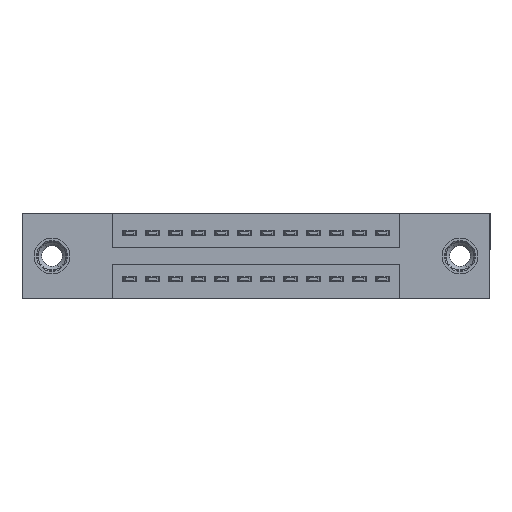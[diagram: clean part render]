
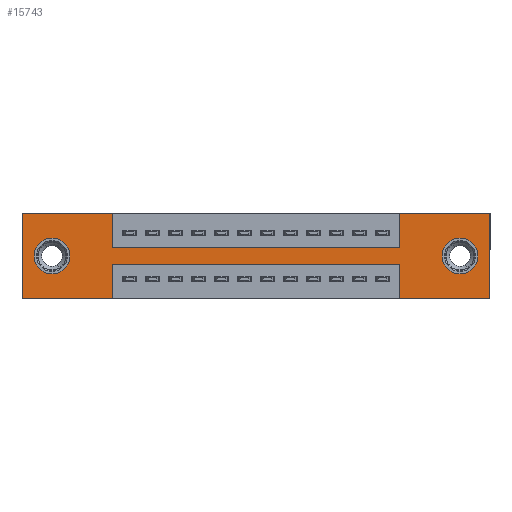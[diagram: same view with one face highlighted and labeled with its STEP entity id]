
A CAD part, front view. The second image highlights one B-rep face of the part: STEP entity #15743.
In plain terms, the highlighted planar face has unit normal (0, -1, 0).
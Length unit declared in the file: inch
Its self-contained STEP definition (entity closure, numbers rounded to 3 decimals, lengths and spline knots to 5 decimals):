
#176 = CARTESIAN_POINT ( 'NONE',  ( 1.6425, 0., -0.37 ) ) ;
#390 = CARTESIAN_POINT ( 'NONE',  ( 1.905, 0., -0.185 ) ) ;
#413 = EDGE_CURVE ( 'NONE', #12577, #8363, #12547, .T. ) ;
#472 = VERTEX_POINT ( 'NONE', #16945 ) ;
#476 = CARTESIAN_POINT ( 'NONE',  ( 0.3925, 0., -0.15 ) ) ;
#927 = LINE ( 'NONE', #16647, #17041 ) ;
#995 = VERTEX_POINT ( 'NONE', #9693 ) ;
#1166 = ORIENTED_EDGE ( 'NONE', *, *, #3812, .T. ) ;
#1193 = ORIENTED_EDGE ( 'NONE', *, *, #5094, .F. ) ;
#1248 = ORIENTED_EDGE ( 'NONE', *, *, #2272, .F. ) ;
#1280 = CARTESIAN_POINT ( 'NONE',  ( 1.6425, 0., 0. ) ) ;
#1380 = VECTOR ( 'NONE', #17350, 39.37008 ) ;
#1388 = CARTESIAN_POINT ( 'NONE',  ( 0., 0., 0. ) ) ;
#1482 = VECTOR ( 'NONE', #13188, 39.37008 ) ;
#1559 = AXIS2_PLACEMENT_3D ( 'NONE', #11645, #11825, #10256 ) ;
#1650 = CARTESIAN_POINT ( 'NONE',  ( 1.6425, 0., 0. ) ) ;
#1672 = VERTEX_POINT ( 'NONE', #17605 ) ;
#1862 = DIRECTION ( 'NONE',  ( 0., 0., -1. ) ) ;
#2061 = EDGE_CURVE ( 'NONE', #6812, #12531, #6483, .T. ) ;
#2272 = EDGE_CURVE ( 'NONE', #3022, #10541, #5589, .T. ) ;
#2285 = LINE ( 'NONE', #1650, #10582 ) ;
#2684 = DIRECTION ( 'NONE',  ( 0., 0., 1. ) ) ;
#2793 = AXIS2_PLACEMENT_3D ( 'NONE', #8796, #8862, #1862 ) ;
#3022 = VERTEX_POINT ( 'NONE', #17591 ) ;
#3710 = CARTESIAN_POINT ( 'NONE',  ( 1.6425, 0., -0.37 ) ) ;
#3811 = EDGE_CURVE ( 'NONE', #8347, #13591, #17752, .T. ) ;
#3812 = EDGE_CURVE ( 'NONE', #8319, #17713, #15808, .T. ) ;
#4038 = ORIENTED_EDGE ( 'NONE', *, *, #9602, .F. ) ;
#4151 = DIRECTION ( 'NONE',  ( 0., 0., 1. ) ) ;
#4199 = EDGE_CURVE ( 'NONE', #12957, #6812, #11654, .T. ) ;
#4299 = CARTESIAN_POINT ( 'NONE',  ( 1.905, 0., -0.263 ) ) ;
#4367 = ORIENTED_EDGE ( 'NONE', *, *, #4199, .F. ) ;
#4475 = DIRECTION ( 'NONE',  ( 0., 0., 1. ) ) ;
#4654 = CARTESIAN_POINT ( 'NONE',  ( 0.13, 0., -0.107 ) ) ;
#4690 = EDGE_CURVE ( 'NONE', #10541, #10698, #2285, .T. ) ;
#4917 = ORIENTED_EDGE ( 'NONE', *, *, #17276, .F. ) ;
#5094 = EDGE_CURVE ( 'NONE', #10698, #472, #9929, .T. ) ;
#5128 = EDGE_LOOP ( 'NONE', ( #5881, #11418 ) ) ;
#5300 = EDGE_CURVE ( 'NONE', #995, #16522, #12312, .T. ) ;
#5589 = LINE ( 'NONE', #476, #1482 ) ;
#5692 = DIRECTION ( 'NONE',  ( 0., 0., 1. ) ) ;
#5881 = ORIENTED_EDGE ( 'NONE', *, *, #16981, .T. ) ;
#5884 = CARTESIAN_POINT ( 'NONE',  ( 0.3925, 0., -0.22 ) ) ;
#6030 = EDGE_CURVE ( 'NONE', #12531, #3022, #13398, .T. ) ;
#6483 = LINE ( 'NONE', #14198, #17174 ) ;
#6812 = VERTEX_POINT ( 'NONE', #14324 ) ;
#6864 = VECTOR ( 'NONE', #15685, 39.37008 ) ;
#7278 = EDGE_CURVE ( 'NONE', #13591, #12957, #17211, .T. ) ;
#7412 = EDGE_LOOP ( 'NONE', ( #9311, #1166 ) ) ;
#7494 = VECTOR ( 'NONE', #2684, 39.37008 ) ;
#7955 = CIRCLE ( 'NONE', #12435, 0.078 ) ;
#8039 = LINE ( 'NONE', #176, #16089 ) ;
#8053 = VECTOR ( 'NONE', #14554, 39.37008 ) ;
#8220 = DIRECTION ( 'NONE',  ( -1., 0., 0. ) ) ;
#8319 = VERTEX_POINT ( 'NONE', #4299 ) ;
#8347 = VERTEX_POINT ( 'NONE', #15499 ) ;
#8363 = VERTEX_POINT ( 'NONE', #4654 ) ;
#8418 = FACE_OUTER_BOUND ( 'NONE', #8888, .T. ) ;
#8586 = DIRECTION ( 'NONE',  ( 1., 0., 0. ) ) ;
#8796 = CARTESIAN_POINT ( 'NONE',  ( 1.905, 0., -0.185 ) ) ;
#8855 = DIRECTION ( 'NONE',  ( 0., 1., 0. ) ) ;
#8862 = DIRECTION ( 'NONE',  ( 0., 1., 0. ) ) ;
#8888 = EDGE_LOOP ( 'NONE', ( #10703, #4917, #12505, #16081, #4038, #1193, #17547, #1248, #12913, #8941, #4367, #12091 ) ) ;
#8904 = CARTESIAN_POINT ( 'NONE',  ( 0.3925, 0., 0. ) ) ;
#8941 = ORIENTED_EDGE ( 'NONE', *, *, #2061, .F. ) ;
#9311 = ORIENTED_EDGE ( 'NONE', *, *, #16301, .T. ) ;
#9602 = EDGE_CURVE ( 'NONE', #472, #995, #927, .T. ) ;
#9693 = CARTESIAN_POINT ( 'NONE',  ( 2.035, 0., -0.37 ) ) ;
#9883 = AXIS2_PLACEMENT_3D ( 'NONE', #12990, #9981, #4475 ) ;
#9929 = LINE ( 'NONE', #1388, #13203 ) ;
#9981 = DIRECTION ( 'NONE',  ( 0., 1., 0. ) ) ;
#10256 = DIRECTION ( 'NONE',  ( 0., 0., -1. ) ) ;
#10277 = CARTESIAN_POINT ( 'NONE',  ( 0.3925, 0., -0.37 ) ) ;
#10325 = DIRECTION ( 'NONE',  ( 0., 0., 1. ) ) ;
#10343 = AXIS2_PLACEMENT_3D ( 'NONE', #15901, #8855, #10325 ) ;
#10541 = VERTEX_POINT ( 'NONE', #12227 ) ;
#10582 = VECTOR ( 'NONE', #4151, 39.37008 ) ;
#10698 = VERTEX_POINT ( 'NONE', #1280 ) ;
#10703 = ORIENTED_EDGE ( 'NONE', *, *, #3811, .F. ) ;
#10921 = CARTESIAN_POINT ( 'NONE',  ( 1.905, 0., -0.107 ) ) ;
#11052 = CARTESIAN_POINT ( 'NONE',  ( 0., 0., 0. ) ) ;
#11273 = FACE_BOUND ( 'NONE', #7412, .T. ) ;
#11418 = ORIENTED_EDGE ( 'NONE', *, *, #413, .T. ) ;
#11500 = DIRECTION ( 'NONE',  ( 0., 0., -1. ) ) ;
#11568 = EDGE_CURVE ( 'NONE', #16522, #1672, #8039, .T. ) ;
#11645 = CARTESIAN_POINT ( 'NONE',  ( 0., 0., -0.37 ) ) ;
#11654 = LINE ( 'NONE', #11052, #7494 ) ;
#11825 = DIRECTION ( 'NONE',  ( 0., -1., 0. ) ) ;
#11841 = CARTESIAN_POINT ( 'NONE',  ( 0.3925, 0., 0. ) ) ;
#12091 = ORIENTED_EDGE ( 'NONE', *, *, #7278, .F. ) ;
#12227 = CARTESIAN_POINT ( 'NONE',  ( 1.6425, 0., -0.15 ) ) ;
#12312 = LINE ( 'NONE', #14031, #15569 ) ;
#12435 = AXIS2_PLACEMENT_3D ( 'NONE', #390, #15580, #11500 ) ;
#12505 = ORIENTED_EDGE ( 'NONE', *, *, #11568, .F. ) ;
#12531 = VERTEX_POINT ( 'NONE', #11841 ) ;
#12547 = CIRCLE ( 'NONE', #9883, 0.078 ) ;
#12577 = VERTEX_POINT ( 'NONE', #17476 ) ;
#12615 = DIRECTION ( 'NONE',  ( 1., 0., 0. ) ) ;
#12731 = DIRECTION ( 'NONE',  ( 0., 0., -1. ) ) ;
#12913 = ORIENTED_EDGE ( 'NONE', *, *, #6030, .F. ) ;
#12957 = VERTEX_POINT ( 'NONE', #16603 ) ;
#12990 = CARTESIAN_POINT ( 'NONE',  ( 0.13, 0., -0.185 ) ) ;
#13188 = DIRECTION ( 'NONE',  ( 1., 0., 0. ) ) ;
#13191 = PLANE ( 'NONE',  #1559 ) ;
#13203 = VECTOR ( 'NONE', #12615, 39.37008 ) ;
#13398 = LINE ( 'NONE', #8904, #1380 ) ;
#13591 = VERTEX_POINT ( 'NONE', #13738 ) ;
#13738 = CARTESIAN_POINT ( 'NONE',  ( 0.3925, 0., -0.37 ) ) ;
#13834 = LINE ( 'NONE', #5884, #15971 ) ;
#14031 = CARTESIAN_POINT ( 'NONE',  ( 0., 0., -0.37 ) ) ;
#14198 = CARTESIAN_POINT ( 'NONE',  ( 0., 0., 0. ) ) ;
#14324 = CARTESIAN_POINT ( 'NONE',  ( 0., 0., 0. ) ) ;
#14554 = DIRECTION ( 'NONE',  ( -1., 0., 0. ) ) ;
#15108 = DIRECTION ( 'NONE',  ( -1., 0., 0. ) ) ;
#15499 = CARTESIAN_POINT ( 'NONE',  ( 0.3925, 0., -0.22 ) ) ;
#15569 = VECTOR ( 'NONE', #15108, 39.37008 ) ;
#15580 = DIRECTION ( 'NONE',  ( 0., 1., 0. ) ) ;
#15685 = DIRECTION ( 'NONE',  ( 0., 0., -1. ) ) ;
#15743 = ADVANCED_FACE ( 'NONE', ( #11273, #17780, #8418 ), #13191, .T. ) ;
#15808 = CIRCLE ( 'NONE', #2793, 0.078 ) ;
#15901 = CARTESIAN_POINT ( 'NONE',  ( 0.13, 0., -0.185 ) ) ;
#15971 = VECTOR ( 'NONE', #8220, 39.37008 ) ;
#16081 = ORIENTED_EDGE ( 'NONE', *, *, #5300, .F. ) ;
#16089 = VECTOR ( 'NONE', #5692, 39.37008 ) ;
#16301 = EDGE_CURVE ( 'NONE', #17713, #8319, #7955, .T. ) ;
#16418 = CIRCLE ( 'NONE', #10343, 0.078 ) ;
#16522 = VERTEX_POINT ( 'NONE', #3710 ) ;
#16603 = CARTESIAN_POINT ( 'NONE',  ( 0., 0., -0.37 ) ) ;
#16647 = CARTESIAN_POINT ( 'NONE',  ( 2.035, 0., 0. ) ) ;
#16945 = CARTESIAN_POINT ( 'NONE',  ( 2.035, 0., 0. ) ) ;
#16981 = EDGE_CURVE ( 'NONE', #8363, #12577, #16418, .T. ) ;
#17041 = VECTOR ( 'NONE', #12731, 39.37008 ) ;
#17174 = VECTOR ( 'NONE', #8586, 39.37008 ) ;
#17211 = LINE ( 'NONE', #17270, #8053 ) ;
#17270 = CARTESIAN_POINT ( 'NONE',  ( 0., 0., -0.37 ) ) ;
#17276 = EDGE_CURVE ( 'NONE', #1672, #8347, #13834, .T. ) ;
#17350 = DIRECTION ( 'NONE',  ( 0., 0., -1. ) ) ;
#17476 = CARTESIAN_POINT ( 'NONE',  ( 0.13, 0., -0.263 ) ) ;
#17547 = ORIENTED_EDGE ( 'NONE', *, *, #4690, .F. ) ;
#17591 = CARTESIAN_POINT ( 'NONE',  ( 0.3925, 0., -0.15 ) ) ;
#17605 = CARTESIAN_POINT ( 'NONE',  ( 1.6425, 0., -0.22 ) ) ;
#17713 = VERTEX_POINT ( 'NONE', #10921 ) ;
#17752 = LINE ( 'NONE', #10277, #6864 ) ;
#17780 = FACE_BOUND ( 'NONE', #5128, .T. ) ;
